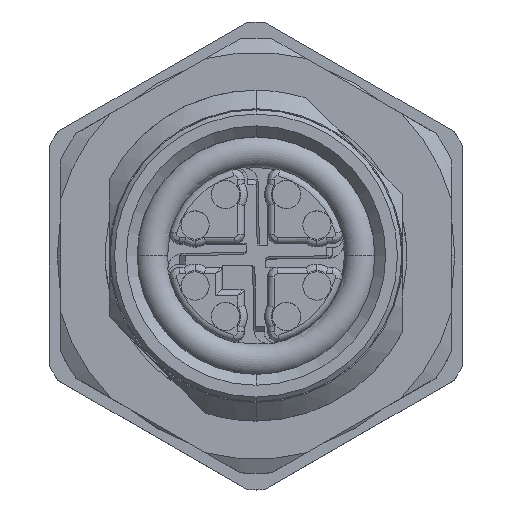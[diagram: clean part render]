
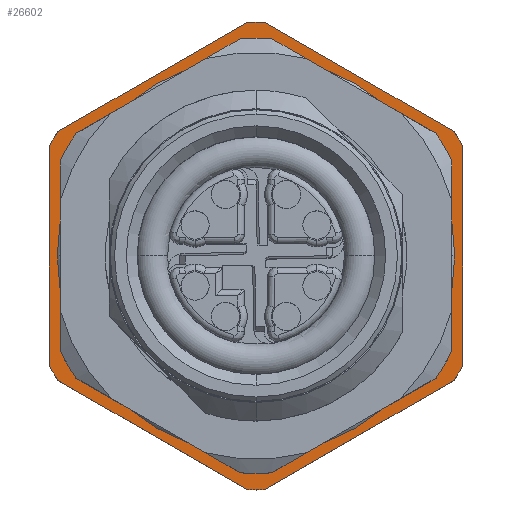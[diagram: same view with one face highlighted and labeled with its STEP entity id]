
A CAD part, top view. The second image highlights one B-rep face of the part: STEP entity #26602.
In plain terms, the highlighted planar face has unit normal (0, 0, 1).
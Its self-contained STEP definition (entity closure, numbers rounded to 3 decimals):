
#26216=AXIS2_PLACEMENT_3D('Circle Axis2P3D',#26214,#26215,$) ;
#26271=AXIS2_PLACEMENT_3D('Circle Axis2P3D',#26269,#26270,$) ;
#26326=AXIS2_PLACEMENT_3D('Circle Axis2P3D',#26324,#26325,$) ;
#26343=AXIS2_PLACEMENT_3D('Circle Axis2P3D',#26341,#26342,$) ;
#26391=AXIS2_PLACEMENT_3D('Circle Axis2P3D',#26389,#26390,$) ;
#26439=AXIS2_PLACEMENT_3D('Circle Axis2P3D',#26437,#26438,$) ;
#26550=AXIS2_PLACEMENT_3D('Plane Axis2P3D',#26547,#26548,#26549) ;
#26570=AXIS2_PLACEMENT_3D('Circle Axis2P3D',#26568,#26569,$) ;
#26579=AXIS2_PLACEMENT_3D('Circle Axis2P3D',#26577,#26578,$) ;
#26586=AXIS2_PLACEMENT_3D('Circle Axis2P3D',#26584,#26585,$) ;
#26593=AXIS2_PLACEMENT_3D('Circle Axis2P3D',#26591,#26592,$) ;
#26214=CARTESIAN_POINT('Axis2P3D Location',(9.5,10.75,135.003)) ;
#26218=CARTESIAN_POINT('Vertex',(19.,15.781,135.003)) ;
#26220=CARTESIAN_POINT('Vertex',(18.607,16.462,135.003)) ;
#26249=CARTESIAN_POINT('Vertex',(19.,5.719,135.003)) ;
#26252=CARTESIAN_POINT('Line Origine',(19.,10.75,135.003)) ;
#26269=CARTESIAN_POINT('Axis2P3D Location',(9.5,10.75,135.003)) ;
#26273=CARTESIAN_POINT('Vertex',(18.607,5.038,135.003)) ;
#26297=CARTESIAN_POINT('Vertex',(9.893,0.007,135.003)) ;
#26300=CARTESIAN_POINT('Line Origine',(14.25,2.523,135.003)) ;
#26321=CARTESIAN_POINT('Vertex',(9.5,0.,135.003)) ;
#26324=CARTESIAN_POINT('Axis2P3D Location',(9.5,10.75,135.003)) ;
#26341=CARTESIAN_POINT('Axis2P3D Location',(9.5,10.75,135.003)) ;
#26345=CARTESIAN_POINT('Vertex',(9.107,0.007,135.003)) ;
#26369=CARTESIAN_POINT('Vertex',(0.393,5.038,135.003)) ;
#26372=CARTESIAN_POINT('Line Origine',(4.75,2.523,135.003)) ;
#26389=CARTESIAN_POINT('Axis2P3D Location',(9.5,10.75,135.003)) ;
#26393=CARTESIAN_POINT('Vertex',(0.,5.719,135.003)) ;
#26417=CARTESIAN_POINT('Vertex',(0.,15.781,135.003)) ;
#26420=CARTESIAN_POINT('Line Origine',(0.,10.75,135.003)) ;
#26437=CARTESIAN_POINT('Axis2P3D Location',(9.5,10.75,135.003)) ;
#26441=CARTESIAN_POINT('Vertex',(0.393,16.462,135.003)) ;
#26465=CARTESIAN_POINT('Vertex',(9.107,21.493,135.003)) ;
#26468=CARTESIAN_POINT('Line Origine',(4.75,18.977,135.003)) ;
#26489=CARTESIAN_POINT('Vertex',(9.5,21.5,135.003)) ;
#26493=CARTESIAN_POINT('Control Point',(9.5,21.5,135.003)) ;
#26494=CARTESIAN_POINT('Control Point',(9.369,21.5,135.003)) ;
#26495=CARTESIAN_POINT('Control Point',(9.238,21.498,135.003)) ;
#26496=CARTESIAN_POINT('Control Point',(9.107,21.493,135.003)) ;
#26511=CARTESIAN_POINT('Control Point',(9.893,21.493,135.003)) ;
#26512=CARTESIAN_POINT('Control Point',(9.762,21.498,135.003)) ;
#26513=CARTESIAN_POINT('Control Point',(9.631,21.5,135.003)) ;
#26514=CARTESIAN_POINT('Control Point',(9.5,21.5,135.003)) ;
#26515=CARTESIAN_POINT('Vertex',(9.893,21.493,135.003)) ;
#26535=CARTESIAN_POINT('Line Origine',(14.25,18.977,135.003)) ;
#26547=CARTESIAN_POINT('Axis2P3D Location',(1.9,10.75,135.003)) ;
#26568=CARTESIAN_POINT('Axis2P3D Location',(9.5,10.75,135.003)) ;
#26572=CARTESIAN_POINT('Vertex',(9.5,19.884,135.003)) ;
#26574=CARTESIAN_POINT('Vertex',(18.634,10.75,135.003)) ;
#26577=CARTESIAN_POINT('Axis2P3D Location',(9.5,10.75,135.003)) ;
#26581=CARTESIAN_POINT('Vertex',(9.5,1.616,135.003)) ;
#26584=CARTESIAN_POINT('Axis2P3D Location',(9.5,10.75,135.003)) ;
#26588=CARTESIAN_POINT('Vertex',(0.366,10.75,135.003)) ;
#26591=CARTESIAN_POINT('Axis2P3D Location',(9.5,10.75,135.003)) ;
#26215=DIRECTION('Axis2P3D Direction',(0.,0.,-1.)) ;
#26253=DIRECTION('Vector Direction',(0.,-1.,0.)) ;
#26270=DIRECTION('Axis2P3D Direction',(0.,0.,-1.)) ;
#26301=DIRECTION('Vector Direction',(-0.866,-0.5,0.)) ;
#26325=DIRECTION('Axis2P3D Direction',(0.,0.,-1.)) ;
#26342=DIRECTION('Axis2P3D Direction',(0.,0.,-1.)) ;
#26373=DIRECTION('Vector Direction',(-0.866,0.5,0.)) ;
#26390=DIRECTION('Axis2P3D Direction',(0.,0.,-1.)) ;
#26421=DIRECTION('Vector Direction',(0.,1.,0.)) ;
#26438=DIRECTION('Axis2P3D Direction',(0.,0.,-1.)) ;
#26469=DIRECTION('Vector Direction',(0.866,0.5,0.)) ;
#26536=DIRECTION('Vector Direction',(0.866,-0.5,0.)) ;
#26548=DIRECTION('Axis2P3D Direction',(0.,0.,-1.)) ;
#26549=DIRECTION('Axis2P3D XDirection',(0.,-1.,0.)) ;
#26569=DIRECTION('Axis2P3D Direction',(0.,0.,-1.)) ;
#26578=DIRECTION('Axis2P3D Direction',(0.,0.,-1.)) ;
#26585=DIRECTION('Axis2P3D Direction',(0.,0.,-1.)) ;
#26592=DIRECTION('Axis2P3D Direction',(0.,0.,-1.)) ;
#26254=VECTOR('Line Direction',#26253,1.) ;
#26302=VECTOR('Line Direction',#26301,1.) ;
#26374=VECTOR('Line Direction',#26373,1.) ;
#26422=VECTOR('Line Direction',#26421,1.) ;
#26470=VECTOR('Line Direction',#26469,1.) ;
#26537=VECTOR('Line Direction',#26536,1.) ;
#26553=ORIENTED_EDGE('',*,*,#26424,.F.) ;
#26554=ORIENTED_EDGE('',*,*,#26395,.T.) ;
#26555=ORIENTED_EDGE('',*,*,#26376,.F.) ;
#26556=ORIENTED_EDGE('',*,*,#26347,.T.) ;
#26557=ORIENTED_EDGE('',*,*,#26328,.T.) ;
#26558=ORIENTED_EDGE('',*,*,#26304,.F.) ;
#26559=ORIENTED_EDGE('',*,*,#26275,.T.) ;
#26560=ORIENTED_EDGE('',*,*,#26256,.F.) ;
#26561=ORIENTED_EDGE('',*,*,#26222,.T.) ;
#26562=ORIENTED_EDGE('',*,*,#26539,.F.) ;
#26563=ORIENTED_EDGE('',*,*,#26517,.T.) ;
#26564=ORIENTED_EDGE('',*,*,#26497,.T.) ;
#26565=ORIENTED_EDGE('',*,*,#26472,.F.) ;
#26566=ORIENTED_EDGE('',*,*,#26443,.T.) ;
#26597=ORIENTED_EDGE('',*,*,#26576,.T.) ;
#26598=ORIENTED_EDGE('',*,*,#26583,.T.) ;
#26599=ORIENTED_EDGE('',*,*,#26590,.T.) ;
#26600=ORIENTED_EDGE('',*,*,#26595,.T.) ;
#26601=FACE_BOUND('',#26596,.T.) ;
#26602=ADVANCED_FACE('Hauptk\X2\00F6\X0\rper',(#26567,#26601),#26551,.F.) ;
#26492=B_SPLINE_CURVE_WITH_KNOTS('',3,(#26493,#26494,#26495,#26496),.UNSPECIFIED.,.F.,.U.,(4,4),(-0.196,0.196),.UNSPECIFIED.) ;
#26510=B_SPLINE_CURVE_WITH_KNOTS('',3,(#26511,#26512,#26513,#26514),.UNSPECIFIED.,.F.,.U.,(4,4),(-0.196,0.196),.UNSPECIFIED.) ;
#26217=CIRCLE('generated circle',#26216,10.75) ;
#26272=CIRCLE('generated circle',#26271,10.75) ;
#26327=CIRCLE('generated circle',#26326,10.75) ;
#26344=CIRCLE('generated circle',#26343,10.75) ;
#26392=CIRCLE('generated circle',#26391,10.75) ;
#26440=CIRCLE('generated circle',#26439,10.75) ;
#26571=CIRCLE('generated circle',#26570,9.134) ;
#26580=CIRCLE('generated circle',#26579,9.134) ;
#26587=CIRCLE('generated circle',#26586,9.134) ;
#26594=CIRCLE('generated circle',#26593,9.134) ;
#26222=EDGE_CURVE('',#26219,#26221,#26217,.F.) ;
#26256=EDGE_CURVE('',#26219,#26250,#26255,.T.) ;
#26275=EDGE_CURVE('',#26274,#26250,#26272,.F.) ;
#26304=EDGE_CURVE('',#26274,#26298,#26303,.T.) ;
#26328=EDGE_CURVE('',#26322,#26298,#26327,.F.) ;
#26347=EDGE_CURVE('',#26346,#26322,#26344,.F.) ;
#26376=EDGE_CURVE('',#26346,#26370,#26375,.T.) ;
#26395=EDGE_CURVE('',#26394,#26370,#26392,.F.) ;
#26424=EDGE_CURVE('',#26394,#26418,#26423,.T.) ;
#26443=EDGE_CURVE('',#26442,#26418,#26440,.F.) ;
#26472=EDGE_CURVE('',#26442,#26466,#26471,.T.) ;
#26497=EDGE_CURVE('',#26490,#26466,#26492,.T.) ;
#26517=EDGE_CURVE('',#26516,#26490,#26510,.T.) ;
#26539=EDGE_CURVE('',#26516,#26221,#26538,.T.) ;
#26576=EDGE_CURVE('',#26573,#26575,#26571,.T.) ;
#26583=EDGE_CURVE('',#26575,#26582,#26580,.T.) ;
#26590=EDGE_CURVE('',#26582,#26589,#26587,.T.) ;
#26595=EDGE_CURVE('',#26589,#26573,#26594,.T.) ;
#26552=EDGE_LOOP('',(#26553,#26554,#26555,#26556,#26557,#26558,#26559,#26560,#26561,#26562,#26563,#26564,#26565,#26566)) ;
#26596=EDGE_LOOP('',(#26597,#26598,#26599,#26600)) ;
#26567=FACE_OUTER_BOUND('',#26552,.T.) ;
#26255=LINE('Line',#26252,#26254) ;
#26303=LINE('Line',#26300,#26302) ;
#26375=LINE('Line',#26372,#26374) ;
#26423=LINE('Line',#26420,#26422) ;
#26471=LINE('Line',#26468,#26470) ;
#26538=LINE('Line',#26535,#26537) ;
#26551=PLANE('',#26550) ;
#26219=VERTEX_POINT('',#26218) ;
#26221=VERTEX_POINT('',#26220) ;
#26250=VERTEX_POINT('',#26249) ;
#26274=VERTEX_POINT('',#26273) ;
#26298=VERTEX_POINT('',#26297) ;
#26322=VERTEX_POINT('',#26321) ;
#26346=VERTEX_POINT('',#26345) ;
#26370=VERTEX_POINT('',#26369) ;
#26394=VERTEX_POINT('',#26393) ;
#26418=VERTEX_POINT('',#26417) ;
#26442=VERTEX_POINT('',#26441) ;
#26466=VERTEX_POINT('',#26465) ;
#26490=VERTEX_POINT('',#26489) ;
#26516=VERTEX_POINT('',#26515) ;
#26573=VERTEX_POINT('',#26572) ;
#26575=VERTEX_POINT('',#26574) ;
#26582=VERTEX_POINT('',#26581) ;
#26589=VERTEX_POINT('',#26588) ;
